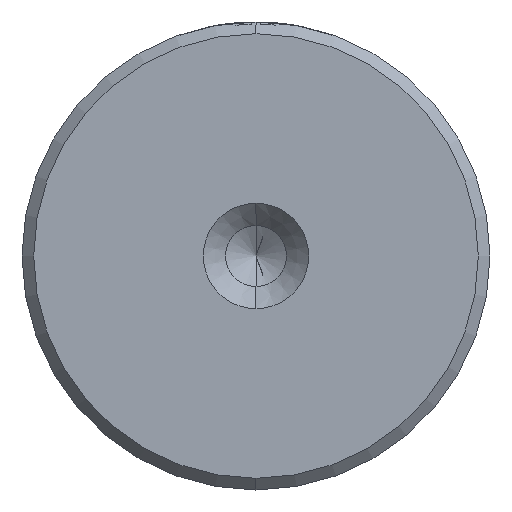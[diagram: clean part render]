
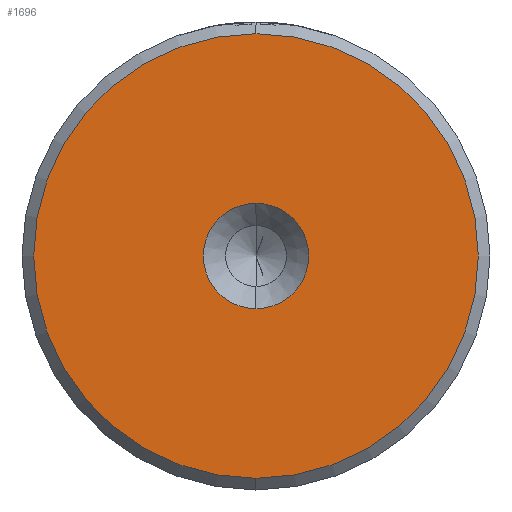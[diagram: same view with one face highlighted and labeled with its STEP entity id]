
A CAD part, left-side view. The second image highlights one B-rep face of the part: STEP entity #1696.
In plain terms, the highlighted planar face has unit normal (-1, 0, 0).
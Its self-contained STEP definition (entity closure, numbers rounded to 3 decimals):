
#109 = DIRECTION ( 'NONE',  ( -1., 0., 0. ) ) ;
#184 = ORIENTED_EDGE ( 'NONE', *, *, #498, .T. ) ;
#249 = CARTESIAN_POINT ( 'NONE',  ( 0., 0., 0. ) ) ;
#372 = EDGE_CURVE ( 'NONE', #2320, #2276, #2326, .T. ) ;
#447 = DIRECTION ( 'NONE',  ( 0., 0., 1. ) ) ;
#453 = CIRCLE ( 'NONE', #1509, 9.5 ) ;
#498 = EDGE_CURVE ( 'NONE', #1134, #2156, #1013, .T. ) ;
#499 = CARTESIAN_POINT ( 'NONE',  ( 0., 0., -2.25 ) ) ;
#511 = EDGE_LOOP ( 'NONE', ( #2278, #184 ) ) ;
#616 = DIRECTION ( 'NONE',  ( 0., 0., 1. ) ) ;
#853 = EDGE_CURVE ( 'NONE', #2276, #2320, #1531, .T. ) ;
#1013 = CIRCLE ( 'NONE', #1321, 9.5 ) ;
#1134 = VERTEX_POINT ( 'NONE', #1665 ) ;
#1228 = CARTESIAN_POINT ( 'NONE',  ( 0., 0., 0. ) ) ;
#1321 = AXIS2_PLACEMENT_3D ( 'NONE', #1801, #1789, #1782 ) ;
#1387 = ORIENTED_EDGE ( 'NONE', *, *, #853, .F. ) ;
#1414 = DIRECTION ( 'NONE',  ( 0., 0., 1. ) ) ;
#1487 = FACE_BOUND ( 'NONE', #2176, .T. ) ;
#1509 = AXIS2_PLACEMENT_3D ( 'NONE', #249, #1554, #447 ) ;
#1531 = CIRCLE ( 'NONE', #1647, 2.25 ) ;
#1539 = PLANE ( 'NONE',  #1621 ) ;
#1554 = DIRECTION ( 'NONE',  ( -1., 0., 0. ) ) ;
#1610 = DIRECTION ( 'NONE',  ( 0., 0., 1. ) ) ;
#1619 = DIRECTION ( 'NONE',  ( -1., 0., 0. ) ) ;
#1621 = AXIS2_PLACEMENT_3D ( 'NONE', #1707, #1702, #616 ) ;
#1647 = AXIS2_PLACEMENT_3D ( 'NONE', #1228, #109, #1414 ) ;
#1665 = CARTESIAN_POINT ( 'NONE',  ( 0., 0., 9.5 ) ) ;
#1696 = ADVANCED_FACE ( 'NONE', ( #2410, #1487 ), #1539, .T. ) ;
#1702 = DIRECTION ( 'NONE',  ( -1., 0., 0. ) ) ;
#1707 = CARTESIAN_POINT ( 'NONE',  ( 0., 0., 0. ) ) ;
#1732 = EDGE_CURVE ( 'NONE', #2156, #1134, #453, .T. ) ;
#1734 = CARTESIAN_POINT ( 'NONE',  ( 0., 0., -9.5 ) ) ;
#1782 = DIRECTION ( 'NONE',  ( 0., 0., 1. ) ) ;
#1788 = CARTESIAN_POINT ( 'NONE',  ( 0., 0., 0. ) ) ;
#1789 = DIRECTION ( 'NONE',  ( -1., 0., 0. ) ) ;
#1801 = CARTESIAN_POINT ( 'NONE',  ( 0., 0., 0. ) ) ;
#2156 = VERTEX_POINT ( 'NONE', #1734 ) ;
#2176 = EDGE_LOOP ( 'NONE', ( #2306, #1387 ) ) ;
#2276 = VERTEX_POINT ( 'NONE', #499 ) ;
#2278 = ORIENTED_EDGE ( 'NONE', *, *, #1732, .T. ) ;
#2306 = ORIENTED_EDGE ( 'NONE', *, *, #372, .F. ) ;
#2320 = VERTEX_POINT ( 'NONE', #2329 ) ;
#2326 = CIRCLE ( 'NONE', #2348, 2.25 ) ;
#2329 = CARTESIAN_POINT ( 'NONE',  ( 0., 0., 2.25 ) ) ;
#2348 = AXIS2_PLACEMENT_3D ( 'NONE', #1788, #1619, #1610 ) ;
#2410 = FACE_OUTER_BOUND ( 'NONE', #511, .T. ) ;
